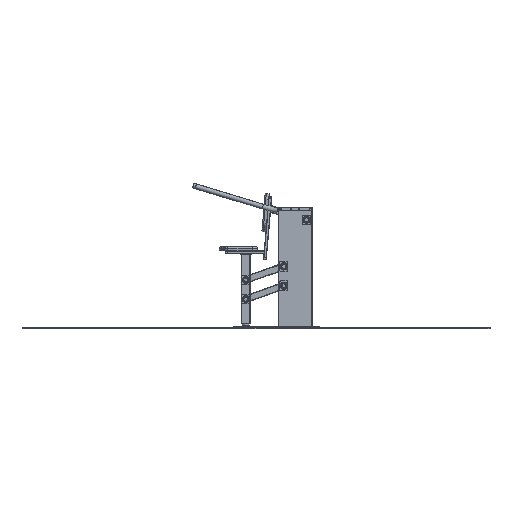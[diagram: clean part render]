
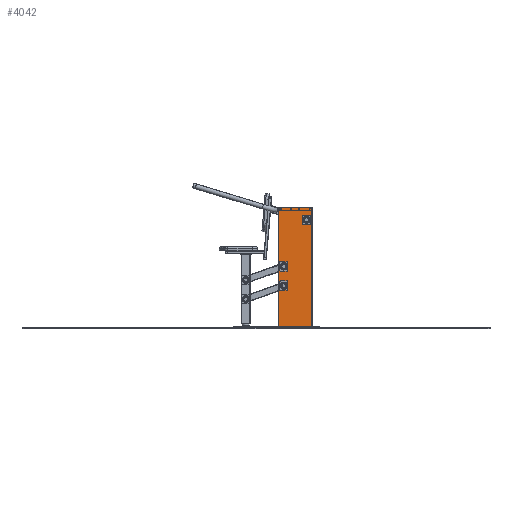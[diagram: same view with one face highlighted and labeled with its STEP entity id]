
A CAD part, left-side view. The second image highlights one B-rep face of the part: STEP entity #4042.
In plain terms, the highlighted face is planar.
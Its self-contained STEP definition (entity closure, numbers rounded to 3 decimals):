
#4042=ADVANCED_FACE('',(#5798),#5800,.F.);
#5798=FACE_BOUND('',#5799,.T.);
#5799=EDGE_LOOP('',(#10647,#10648,#10649,#10650));
#5800=PLANE('',#5801);
#5801=AXIS2_PLACEMENT_3D('',#5802,#5803,#5804);
#5802=CARTESIAN_POINT('',(0.,0.,0.));
#5803=DIRECTION('',(0.,0.,1.));
#5804=DIRECTION('',(1.,0.,0.));
#10647=ORIENTED_EDGE('',*,*,#13053,.F.);
#10648=ORIENTED_EDGE('',*,*,#13050,.F.);
#10649=ORIENTED_EDGE('',*,*,#13047,.F.);
#10650=ORIENTED_EDGE('',*,*,#13043,.F.);
#13043=EDGE_CURVE('',#14349,#14350,#14351,.T.);
#13047=EDGE_CURVE('',#14350,#14357,#14358,.T.);
#13050=EDGE_CURVE('',#14357,#14362,#14363,.T.);
#13053=EDGE_CURVE('',#14362,#14349,#14367,.T.);
#14349=VERTEX_POINT('',#16679);
#14350=VERTEX_POINT('',#16680);
#14351=LINE('',#16681,#16682);
#14357=VERTEX_POINT('',#16695);
#14358=LINE('',#16696,#16697);
#14362=VERTEX_POINT('',#16706);
#14363=LINE('',#16707,#16708);
#14367=LINE('',#16717,#16718);
#16679=CARTESIAN_POINT('',(271.16,-38.894,0.));
#16680=CARTESIAN_POINT('',(271.16,1011.106,0.));
#16681=CARTESIAN_POINT('',(271.16,-38.894,0.));
#16682=VECTOR('',#16683,1.);
#16683=DIRECTION('',(0.,1.,0.));
#16695=CARTESIAN_POINT('',(-28.84,1011.106,0.));
#16696=CARTESIAN_POINT('',(271.16,1011.106,0.));
#16697=VECTOR('',#16698,1.);
#16698=DIRECTION('',(-1.,0.,0.));
#16706=CARTESIAN_POINT('',(-28.84,-38.894,0.));
#16707=CARTESIAN_POINT('',(-28.84,1011.106,0.));
#16708=VECTOR('',#16709,1.);
#16709=DIRECTION('',(0.,-1.,0.));
#16717=CARTESIAN_POINT('',(-28.84,-38.894,0.));
#16718=VECTOR('',#16719,1.);
#16719=DIRECTION('',(1.,0.,0.));
